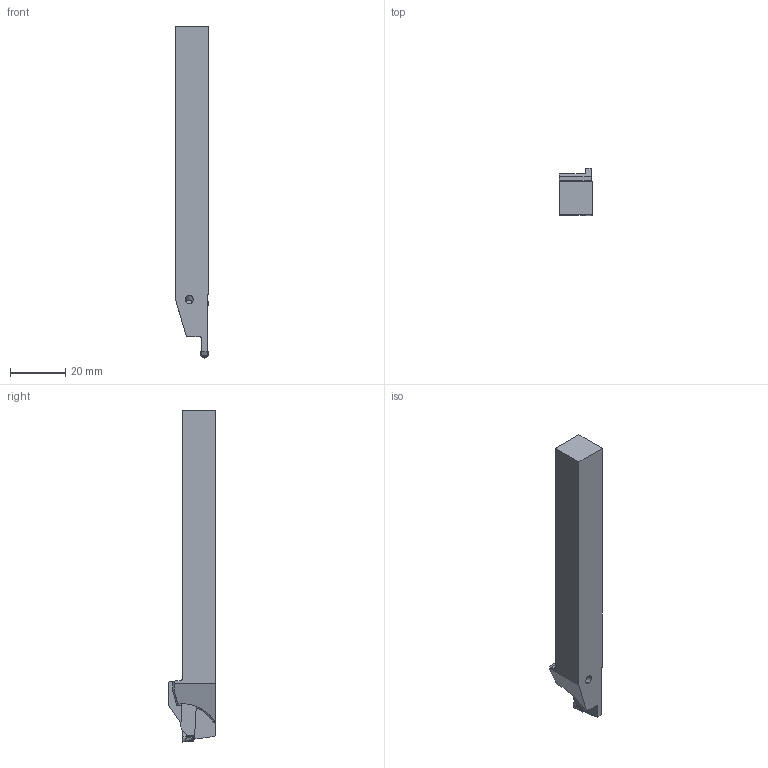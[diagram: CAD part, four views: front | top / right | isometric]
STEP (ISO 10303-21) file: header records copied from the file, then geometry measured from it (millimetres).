
FILE_DESCRIPTION(/* description */ (''),/* implementation_level */ '2;1');
FILE_NAME(/* name */ 'GYSL1212JX00-F13_CW3_00_N_MR1_5.stp',/* time_stamp */ '2023-02-27T12:07:52+09:00',/* author */ (''),/* organization */ (''),/* preprocessor_version */ 'ST-DEVELOPER v16',/* originating_system */ 'SIEMENS PLM Software NX 10.0',/* authorisation */ '');
FILE_SCHEMA (('AUTOMOTIVE_DESIGN { 1 0 10303 214 3 1 1 1 }'));
Length unit declared in the file: millimetre
Products named in the file (1): GYSL1212JX00-F13_CW3_00_N_MR1_1_ASM
Bounding box: 12 x 17 x 120.19 mm (x, y, z)
Volume: 15861.5 mm3; surface area: 6375.1 mm2
Topology: 2 solids, 2 shells, 179 faces, 556 edges, 399 vertices
Faces by surface type: cylinder 63, plane 50, bspline 46, cone 14, torus 4, sphere 2
Entity records: 11024 total; most frequent: CARTESIAN_POINT 6477, ORIENTED_EDGE 1064, DIRECTION 729, EDGE_CURVE 532, VERTEX_POINT 354, AXIS2_PLACEMENT_3D 268, B_SPLINE_CURVE_WITH_KNOTS 220, LINE 193
